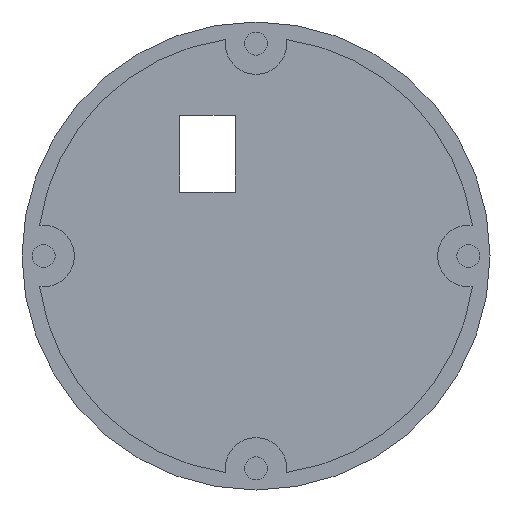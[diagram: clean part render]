
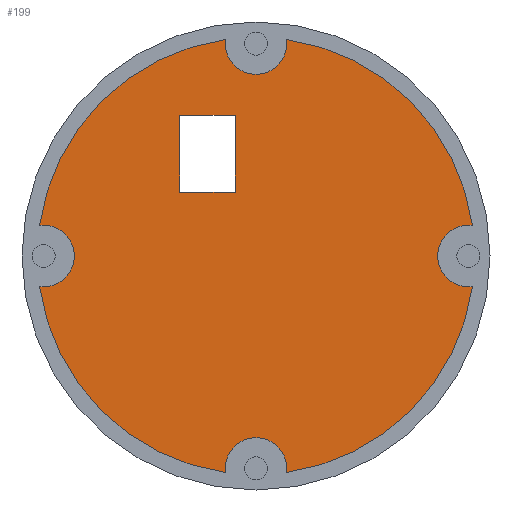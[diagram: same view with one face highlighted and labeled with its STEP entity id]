
A CAD part, front view. The second image highlights one B-rep face of the part: STEP entity #199.
In plain terms, the highlighted planar face has unit normal (0, -1, 0).
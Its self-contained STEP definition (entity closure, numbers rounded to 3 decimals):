
#1 = EDGE_CURVE ( 'NONE', #707, #165, #1005, .T. ) ;
#3 = VERTEX_POINT ( 'NONE', #376 ) ;
#9 = VERTEX_POINT ( 'NONE', #134 ) ;
#11 = DIRECTION ( 'NONE',  ( 0., 0., 1. ) ) ;
#22 = EDGE_CURVE ( 'NONE', #3, #862, #82, .T. ) ;
#28 = DIRECTION ( 'NONE',  ( 0., 1., 0. ) ) ;
#44 = DIRECTION ( 'NONE',  ( 0., 0., -1. ) ) ;
#46 = VECTOR ( 'NONE', #809, 1000. ) ;
#51 = LINE ( 'NONE', #223, #851 ) ;
#53 = VERTEX_POINT ( 'NONE', #146 ) ;
#56 = CARTESIAN_POINT ( 'NONE',  ( -9.908, 10., 8.289 ) ) ;
#66 = AXIS2_PLACEMENT_3D ( 'NONE', #254, #661, #595 ) ;
#67 = ORIENTED_EDGE ( 'NONE', *, *, #1, .F. ) ;
#82 = CIRCLE ( 'NONE', #792, 4. ) ;
#87 = DIRECTION ( 'NONE',  ( 0., 1., 0. ) ) ;
#104 = AXIS2_PLACEMENT_3D ( 'NONE', #114, #708, #126 ) ;
#113 = DIRECTION ( 'NONE',  ( 0., -1., 0. ) ) ;
#114 = CARTESIAN_POINT ( 'NONE',  ( 27.605, 10., 0. ) ) ;
#117 = CIRCLE ( 'NONE', #793, 4. ) ;
#122 = CARTESIAN_POINT ( 'NONE',  ( -27.605, 10., 0. ) ) ;
#126 = DIRECTION ( 'NONE',  ( 0., 0., -1. ) ) ;
#130 = ORIENTED_EDGE ( 'NONE', *, *, #487, .T. ) ;
#134 = CARTESIAN_POINT ( 'NONE',  ( -27.605, 10., -4. ) ) ;
#136 = AXIS2_PLACEMENT_3D ( 'NONE', #122, #28, #539 ) ;
#138 = VERTEX_POINT ( 'NONE', #675 ) ;
#146 = CARTESIAN_POINT ( 'NONE',  ( 28.127, 10., 3.966 ) ) ;
#150 = DIRECTION ( 'NONE',  ( -1., 0., 0. ) ) ;
#152 = FACE_BOUND ( 'NONE', #856, .T. ) ;
#165 = VERTEX_POINT ( 'NONE', #936 ) ;
#183 = DIRECTION ( 'NONE',  ( 0., 0., 1. ) ) ;
#194 = DIRECTION ( 'NONE',  ( 0., 0., -1. ) ) ;
#198 = CARTESIAN_POINT ( 'NONE',  ( 0., 10., 18.289 ) ) ;
#199 = ADVANCED_FACE ( 'NONE', ( #152, #756 ), #339, .F. ) ;
#200 = DIRECTION ( 'NONE',  ( 0., 1., 0. ) ) ;
#207 = CARTESIAN_POINT ( 'NONE',  ( -9.908, 10., 18.289 ) ) ;
#223 = CARTESIAN_POINT ( 'NONE',  ( -2.708, 10., 0. ) ) ;
#254 = CARTESIAN_POINT ( 'NONE',  ( 0., 10., 0. ) ) ;
#262 = DIRECTION ( 'NONE',  ( -1., 0., 0. ) ) ;
#264 = EDGE_LOOP ( 'NONE', ( #1069, #67, #276, #637, #1050, #717, #130, #843, #821, #641, #993, #822, #271 ) ) ;
#267 = CARTESIAN_POINT ( 'NONE',  ( 27.605, 10., 0. ) ) ;
#268 = CARTESIAN_POINT ( 'NONE',  ( 0., 10., -27.605 ) ) ;
#271 = ORIENTED_EDGE ( 'NONE', *, *, #411, .F. ) ;
#276 = ORIENTED_EDGE ( 'NONE', *, *, #286, .F. ) ;
#279 = DIRECTION ( 'NONE',  ( -1., 0., 0. ) ) ;
#286 = EDGE_CURVE ( 'NONE', #738, #707, #614, .T. ) ;
#298 = EDGE_CURVE ( 'NONE', #862, #9, #117, .T. ) ;
#314 = CARTESIAN_POINT ( 'NONE',  ( 0., 10., 8.289 ) ) ;
#320 = DIRECTION ( 'NONE',  ( 0., 1., 0. ) ) ;
#338 = CARTESIAN_POINT ( 'NONE',  ( -28.127, 10., -3.966 ) ) ;
#339 = PLANE ( 'NONE',  #66 ) ;
#342 = VERTEX_POINT ( 'NONE', #570 ) ;
#346 = AXIS2_PLACEMENT_3D ( 'NONE', #732, #383, #830 ) ;
#356 = VERTEX_POINT ( 'NONE', #338 ) ;
#358 = AXIS2_PLACEMENT_3D ( 'NONE', #431, #200, #629 ) ;
#375 = EDGE_CURVE ( 'NONE', #889, #632, #380, .T. ) ;
#376 = CARTESIAN_POINT ( 'NONE',  ( -28.127, 10., 3.966 ) ) ;
#380 = LINE ( 'NONE', #198, #46 ) ;
#383 = DIRECTION ( 'NONE',  ( 0., 1., 0. ) ) ;
#388 = LINE ( 'NONE', #314, #868 ) ;
#394 = CARTESIAN_POINT ( 'NONE',  ( -3.966, 10., 28.127 ) ) ;
#411 = EDGE_CURVE ( 'NONE', #734, #462, #716, .T. ) ;
#431 = CARTESIAN_POINT ( 'NONE',  ( 0., 10., 0. ) ) ;
#436 = AXIS2_PLACEMENT_3D ( 'NONE', #723, #1045, #279 ) ;
#439 = CIRCLE ( 'NONE', #869, 4. ) ;
#446 = EDGE_CURVE ( 'NONE', #138, #467, #388, .T. ) ;
#453 = CIRCLE ( 'NONE', #136, 4. ) ;
#462 = VERTEX_POINT ( 'NONE', #991 ) ;
#467 = VERTEX_POINT ( 'NONE', #56 ) ;
#469 = CARTESIAN_POINT ( 'NONE',  ( -27.605, 10., 4. ) ) ;
#470 = AXIS2_PLACEMENT_3D ( 'NONE', #577, #320, #995 ) ;
#477 = EDGE_CURVE ( 'NONE', #632, #138, #51, .T. ) ;
#487 = EDGE_CURVE ( 'NONE', #342, #503, #952, .T. ) ;
#503 = VERTEX_POINT ( 'NONE', #394 ) ;
#505 = CARTESIAN_POINT ( 'NONE',  ( 0., 10., 0. ) ) ;
#512 = ORIENTED_EDGE ( 'NONE', *, *, #477, .T. ) ;
#520 = CARTESIAN_POINT ( 'NONE',  ( 28.127, 10., -3.966 ) ) ;
#527 = DIRECTION ( 'NONE',  ( 0., -1., 0. ) ) ;
#539 = DIRECTION ( 'NONE',  ( 0., 0., -1. ) ) ;
#570 = CARTESIAN_POINT ( 'NONE',  ( 3.966, 10., 28.127 ) ) ;
#577 = CARTESIAN_POINT ( 'NONE',  ( 0., 10., 27.605 ) ) ;
#595 = DIRECTION ( 'NONE',  ( 0., 0., 1. ) ) ;
#609 = EDGE_CURVE ( 'NONE', #165, #734, #439, .T. ) ;
#611 = DIRECTION ( 'NONE',  ( 0., 1., 0. ) ) ;
#614 = CIRCLE ( 'NONE', #742, 4. ) ;
#616 = CARTESIAN_POINT ( 'NONE',  ( 27.605, 10., 0. ) ) ;
#629 = DIRECTION ( 'NONE',  ( 0., 0., 1. ) ) ;
#631 = AXIS2_PLACEMENT_3D ( 'NONE', #505, #87, #183 ) ;
#632 = VERTEX_POINT ( 'NONE', #1014 ) ;
#637 = ORIENTED_EDGE ( 'NONE', *, *, #759, .F. ) ;
#641 = ORIENTED_EDGE ( 'NONE', *, *, #298, .T. ) ;
#647 = EDGE_CURVE ( 'NONE', #467, #889, #867, .T. ) ;
#648 = CIRCLE ( 'NONE', #104, 4. ) ;
#661 = DIRECTION ( 'NONE',  ( 0., 1., 0. ) ) ;
#675 = CARTESIAN_POINT ( 'NONE',  ( -2.708, 10., 8.289 ) ) ;
#691 = EDGE_CURVE ( 'NONE', #3, #503, #969, .T. ) ;
#705 = EDGE_CURVE ( 'NONE', #462, #356, #1008, .T. ) ;
#707 = VERTEX_POINT ( 'NONE', #520 ) ;
#708 = DIRECTION ( 'NONE',  ( 0., -1., 0. ) ) ;
#711 = ORIENTED_EDGE ( 'NONE', *, *, #446, .T. ) ;
#715 = CARTESIAN_POINT ( 'NONE',  ( -27.605, 10., 0. ) ) ;
#716 = CIRCLE ( 'NONE', #436, 4. ) ;
#717 = ORIENTED_EDGE ( 'NONE', *, *, #960, .F. ) ;
#718 = AXIS2_PLACEMENT_3D ( 'NONE', #935, #611, #11 ) ;
#719 = CARTESIAN_POINT ( 'NONE',  ( 27.605, 10., 4. ) ) ;
#723 = CARTESIAN_POINT ( 'NONE',  ( 0., 10., -27.605 ) ) ;
#732 = CARTESIAN_POINT ( 'NONE',  ( 0., 10., 0. ) ) ;
#734 = VERTEX_POINT ( 'NONE', #1059 ) ;
#737 = DIRECTION ( 'NONE',  ( 0., 0., -1. ) ) ;
#738 = VERTEX_POINT ( 'NONE', #789 ) ;
#742 = AXIS2_PLACEMENT_3D ( 'NONE', #267, #527, #44 ) ;
#746 = CIRCLE ( 'NONE', #1094, 4. ) ;
#751 = DIRECTION ( 'NONE',  ( 0., 0., -1. ) ) ;
#754 = ORIENTED_EDGE ( 'NONE', *, *, #375, .T. ) ;
#755 = DIRECTION ( 'NONE',  ( 0., 0., -1. ) ) ;
#756 = FACE_OUTER_BOUND ( 'NONE', #264, .T. ) ;
#759 = EDGE_CURVE ( 'NONE', #1089, #738, #648, .T. ) ;
#761 = CARTESIAN_POINT ( 'NONE',  ( -9.908, 10., 0. ) ) ;
#770 = EDGE_CURVE ( 'NONE', #9, #356, #453, .T. ) ;
#782 = DIRECTION ( 'NONE',  ( 0., 0., 1. ) ) ;
#789 = CARTESIAN_POINT ( 'NONE',  ( 27.605, 10., -4. ) ) ;
#792 = AXIS2_PLACEMENT_3D ( 'NONE', #715, #1054, #737 ) ;
#793 = AXIS2_PLACEMENT_3D ( 'NONE', #829, #928, #751 ) ;
#809 = DIRECTION ( 'NONE',  ( 1., 0., 0. ) ) ;
#816 = VECTOR ( 'NONE', #782, 1000. ) ;
#818 = CIRCLE ( 'NONE', #358, 28.405 ) ;
#821 = ORIENTED_EDGE ( 'NONE', *, *, #22, .T. ) ;
#822 = ORIENTED_EDGE ( 'NONE', *, *, #705, .F. ) ;
#829 = CARTESIAN_POINT ( 'NONE',  ( -27.605, 10., 0. ) ) ;
#830 = DIRECTION ( 'NONE',  ( 0., 0., 1. ) ) ;
#843 = ORIENTED_EDGE ( 'NONE', *, *, #691, .F. ) ;
#850 = DIRECTION ( 'NONE',  ( 0., -1., 0. ) ) ;
#851 = VECTOR ( 'NONE', #755, 1000. ) ;
#856 = EDGE_LOOP ( 'NONE', ( #754, #512, #711, #907 ) ) ;
#862 = VERTEX_POINT ( 'NONE', #469 ) ;
#867 = LINE ( 'NONE', #761, #816 ) ;
#868 = VECTOR ( 'NONE', #150, 1000. ) ;
#869 = AXIS2_PLACEMENT_3D ( 'NONE', #268, #850, #262 ) ;
#889 = VERTEX_POINT ( 'NONE', #207 ) ;
#907 = ORIENTED_EDGE ( 'NONE', *, *, #647, .T. ) ;
#928 = DIRECTION ( 'NONE',  ( 0., 1., 0. ) ) ;
#935 = CARTESIAN_POINT ( 'NONE',  ( 0., 10., 0. ) ) ;
#936 = CARTESIAN_POINT ( 'NONE',  ( 3.966, 10., -28.127 ) ) ;
#952 = CIRCLE ( 'NONE', #470, 4. ) ;
#960 = EDGE_CURVE ( 'NONE', #342, #53, #818, .T. ) ;
#969 = CIRCLE ( 'NONE', #718, 28.405 ) ;
#991 = CARTESIAN_POINT ( 'NONE',  ( -3.966, 10., -28.127 ) ) ;
#993 = ORIENTED_EDGE ( 'NONE', *, *, #770, .T. ) ;
#995 = DIRECTION ( 'NONE',  ( -1., 0., 0. ) ) ;
#997 = EDGE_CURVE ( 'NONE', #53, #1089, #746, .T. ) ;
#1005 = CIRCLE ( 'NONE', #346, 28.405 ) ;
#1008 = CIRCLE ( 'NONE', #631, 28.405 ) ;
#1014 = CARTESIAN_POINT ( 'NONE',  ( -2.708, 10., 18.289 ) ) ;
#1045 = DIRECTION ( 'NONE',  ( 0., -1., 0. ) ) ;
#1050 = ORIENTED_EDGE ( 'NONE', *, *, #997, .F. ) ;
#1054 = DIRECTION ( 'NONE',  ( 0., 1., 0. ) ) ;
#1059 = CARTESIAN_POINT ( 'NONE',  ( 0., 10., -23.605 ) ) ;
#1069 = ORIENTED_EDGE ( 'NONE', *, *, #609, .F. ) ;
#1089 = VERTEX_POINT ( 'NONE', #719 ) ;
#1094 = AXIS2_PLACEMENT_3D ( 'NONE', #616, #113, #194 ) ;
